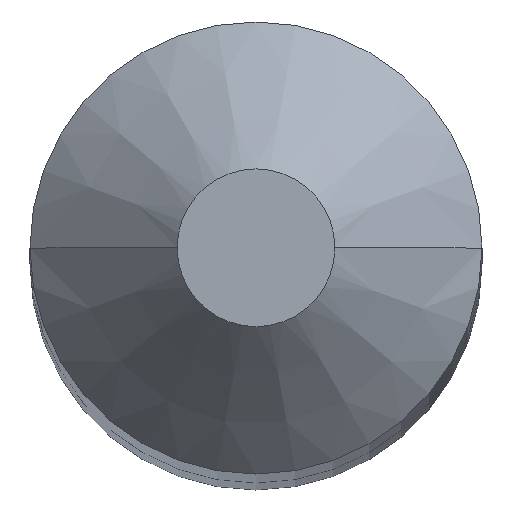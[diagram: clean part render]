
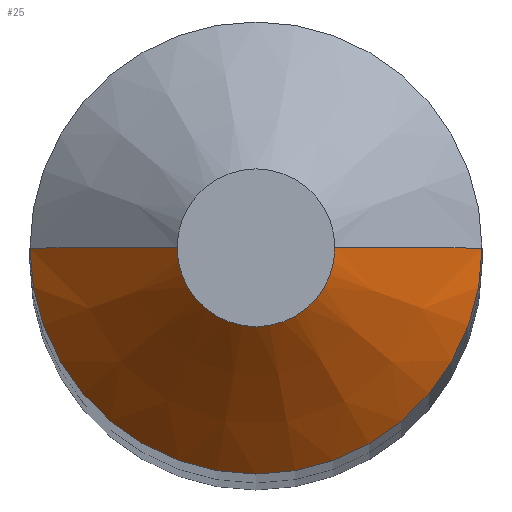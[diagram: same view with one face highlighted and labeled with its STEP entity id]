
A CAD part, top view. The second image highlights one B-rep face of the part: STEP entity #25.
In plain terms, the highlighted conical face has half-angle 45 degrees and reference radius 1.219 mm.
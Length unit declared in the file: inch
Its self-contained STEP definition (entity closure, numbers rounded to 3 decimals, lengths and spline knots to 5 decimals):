
#1 = VERTEX_POINT ( 'NONE', #221 ) ;
#7 = VERTEX_POINT ( 'NONE', #349 ) ;
#9 = ORIENTED_EDGE ( 'NONE', *, *, #87, .T. ) ;
#15 = VECTOR ( 'NONE', #197, 39.37008 ) ;
#18 = ORIENTED_EDGE ( 'NONE', *, *, #344, .T. ) ;
#25 = ADVANCED_FACE ( 'NONE', ( #189 ), #209, .T. ) ;
#36 = VERTEX_POINT ( 'NONE', #160 ) ;
#45 = ORIENTED_EDGE ( 'NONE', *, *, #60, .F. ) ;
#60 = EDGE_CURVE ( 'NONE', #36, #1, #64, .T. ) ;
#64 = CIRCLE ( 'NONE', #267, 0.01675 ) ;
#79 = CARTESIAN_POINT ( 'NONE',  ( 0., 0., -0.03125 ) ) ;
#87 = EDGE_CURVE ( 'NONE', #36, #333, #342, .T. ) ;
#103 = DIRECTION ( 'NONE',  ( -1., 0., 0. ) ) ;
#112 = AXIS2_PLACEMENT_3D ( 'NONE', #120, #336, #244 ) ;
#120 = CARTESIAN_POINT ( 'NONE',  ( 0., 0., -0.03125 ) ) ;
#137 = CIRCLE ( 'NONE', #112, 0.048 ) ;
#140 = DIRECTION ( 'NONE',  ( 0.707, 0., -0.707 ) ) ;
#158 = AXIS2_PLACEMENT_3D ( 'NONE', #79, #229, #103 ) ;
#160 = CARTESIAN_POINT ( 'NONE',  ( -0.01675, 0., 0. ) ) ;
#185 = EDGE_CURVE ( 'NONE', #1, #7, #350, .T. ) ;
#189 = FACE_OUTER_BOUND ( 'NONE', #300, .T. ) ;
#190 = CARTESIAN_POINT ( 'NONE',  ( -0.048, 0., -0.03125 ) ) ;
#197 = DIRECTION ( 'NONE',  ( -0.707, 0., -0.707 ) ) ;
#199 = DIRECTION ( 'NONE',  ( 0., 0., 1. ) ) ;
#209 = CONICAL_SURFACE ( 'NONE', #158, 0.048, 0.785 ) ;
#216 = CARTESIAN_POINT ( 'NONE',  ( -0.048, 0., -0.03125 ) ) ;
#217 = DIRECTION ( 'NONE',  ( 1., 0., 0. ) ) ;
#220 = VECTOR ( 'NONE', #140, 39.37008 ) ;
#221 = CARTESIAN_POINT ( 'NONE',  ( 0.01675, 0., 0. ) ) ;
#229 = DIRECTION ( 'NONE',  ( 0., 0., -1. ) ) ;
#244 = DIRECTION ( 'NONE',  ( 1., 0., 0. ) ) ;
#267 = AXIS2_PLACEMENT_3D ( 'NONE', #366, #199, #217 ) ;
#272 = CARTESIAN_POINT ( 'NONE',  ( 0.048, 0., -0.03125 ) ) ;
#292 = ORIENTED_EDGE ( 'NONE', *, *, #185, .F. ) ;
#300 = EDGE_LOOP ( 'NONE', ( #292, #45, #9, #18 ) ) ;
#333 = VERTEX_POINT ( 'NONE', #216 ) ;
#336 = DIRECTION ( 'NONE',  ( 0., 0., 1. ) ) ;
#342 = LINE ( 'NONE', #190, #15 ) ;
#344 = EDGE_CURVE ( 'NONE', #333, #7, #137, .T. ) ;
#349 = CARTESIAN_POINT ( 'NONE',  ( 0.048, 0., -0.03125 ) ) ;
#350 = LINE ( 'NONE', #272, #220 ) ;
#366 = CARTESIAN_POINT ( 'NONE',  ( 0., 0., 0. ) ) ;
